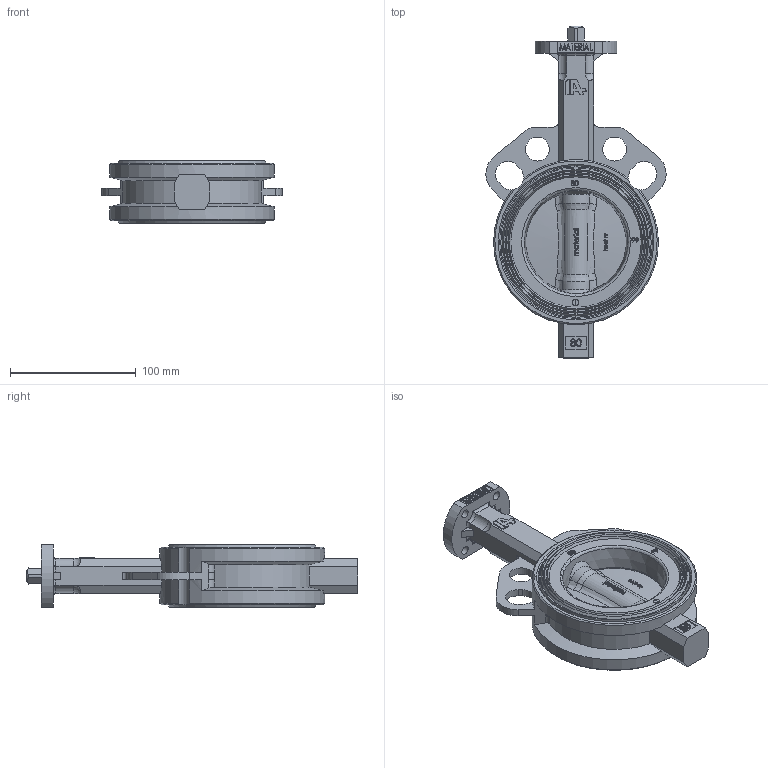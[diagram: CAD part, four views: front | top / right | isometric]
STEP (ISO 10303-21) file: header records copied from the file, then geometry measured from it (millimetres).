
FILE_DESCRIPTION (( 'STEP AP214' ), '1' );
FILE_NAME ('D1K0080.STEP', '2016-04-28T14:44:52', ( '' ), ( '' ), 'SwSTEP 2.0', 'SolidWorks 2014', '' );
FILE_SCHEMA (( 'AUTOMOTIVE_DESIGN' ));
Length unit declared in the file: millimetre
Products named in the file (1): D1K0080
Bounding box: 143.16 x 263.7 x 50 mm (x, y, z)
Surface area: 109581.3 mm2 (no closed solid volume)
Topology: 0 solids, 9 shells, 609 faces, 1934 edges, 1329 vertices
Faces by surface type: plane 335, bspline 147, cylinder 64, cone 53, torus 6, sphere 4
Full cylindrical faces by diameter (mm): 5 x2, 7 x4, 8.4 x2, 12.9 x1, 13.1 x1, 19 x2, 36 x1, 38 x1, 119.5 x2, 121.6 x2
Entity records: 36602 total; most frequent: CARTESIAN_POINT 14527, ORIENTED_EDGE 3284, DIRECTION 2500, EDGE_CURVE 1887, VERTEX_POINT 1322, VECTOR 1082, LINE 1082, EDGE_LOOP 745
